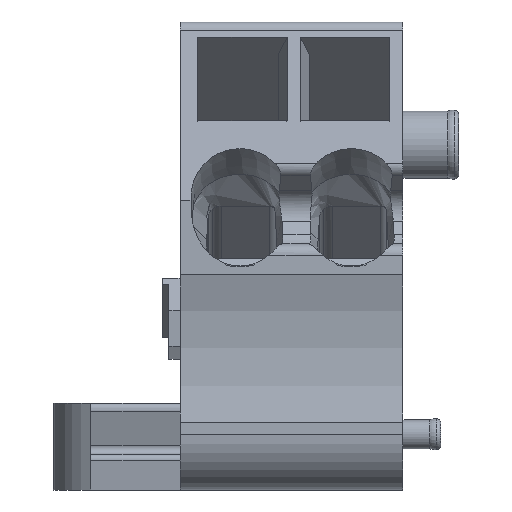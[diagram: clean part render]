
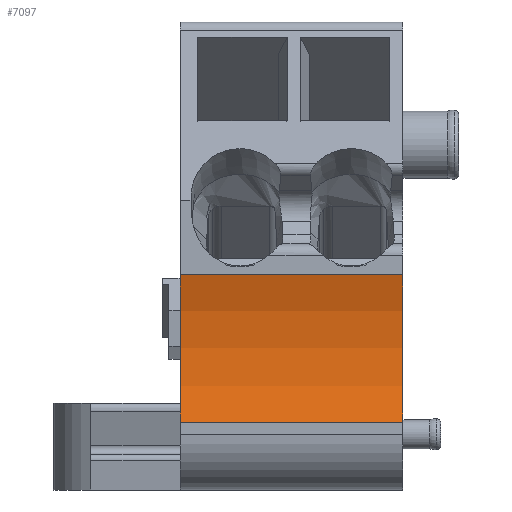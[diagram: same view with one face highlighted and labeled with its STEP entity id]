
A CAD part, left-side view. The second image highlights one B-rep face of the part: STEP entity #7097.
In plain terms, the highlighted cylindrical face has radius 10.449 mm (diameter 20.897 mm), a partial arc.
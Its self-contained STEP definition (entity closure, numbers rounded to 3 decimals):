
#61=CIRCLE('',#7264,10.449);
#129=CIRCLE('',#7470,10.449);
#515=LINE('',#11007,#989);
#516=LINE('',#11011,#990);
#989=VECTOR('',#8482,1000.);
#990=VECTOR('',#8487,1000.);
#2210=ORIENTED_EDGE('',*,*,#3458,.T.);
#2211=ORIENTED_EDGE('',*,*,#3459,.F.);
#2212=ORIENTED_EDGE('',*,*,#3105,.F.);
#2213=ORIENTED_EDGE('',*,*,#3457,.F.);
#3105=EDGE_CURVE('',#3872,#3873,#61,.T.);
#3457=EDGE_CURVE('',#4095,#3872,#515,.T.);
#3458=EDGE_CURVE('',#4095,#4096,#129,.T.);
#3459=EDGE_CURVE('',#3873,#4096,#516,.F.);
#3872=VERTEX_POINT('',#10181);
#3873=VERTEX_POINT('',#10183);
#4095=VERTEX_POINT('',#11006);
#4096=VERTEX_POINT('',#11010);
#4515=EDGE_LOOP('',(#2210,#2211,#2212,#2213));
#4815=FACE_BOUND('',#4515,.T.);
#4980=CYLINDRICAL_SURFACE('',#7469,10.449);
#7097=ADVANCED_FACE('',(#4815),#4980,.F.);
#7264=AXIS2_PLACEMENT_3D('',#10182,#7813,#7814);
#7469=AXIS2_PLACEMENT_3D('',#11008,#8483,#8484);
#7470=AXIS2_PLACEMENT_3D('',#11009,#8485,#8486);
#7813=DIRECTION('',(0.,-1.,0.));
#7814=DIRECTION('',(0.,0.,-1.));
#8482=DIRECTION('',(0.,1.,0.));
#8483=DIRECTION('',(0.,1.,0.));
#8484=DIRECTION('',(0.,0.,1.));
#8485=DIRECTION('',(0.,-1.,0.));
#8486=DIRECTION('',(0.,0.,-1.));
#8487=DIRECTION('',(0.,1.,0.));
#10181=CARTESIAN_POINT('',(-15.987,10.,-4.352));
#10182=CARTESIAN_POINT('',(-25.9,10.,-1.051));
#10183=CARTESIAN_POINT('',(-15.987,10.,2.251));
#11006=CARTESIAN_POINT('',(-15.987,0.,-4.352));
#11007=CARTESIAN_POINT('',(-15.987,-18.494,-4.352));
#11008=CARTESIAN_POINT('',(-25.9,-18.494,-1.051));
#11009=CARTESIAN_POINT('',(-25.9,0.,-1.051));
#11010=CARTESIAN_POINT('',(-15.987,0.,2.251));
#11011=CARTESIAN_POINT('',(-15.987,-18.494,2.251));
